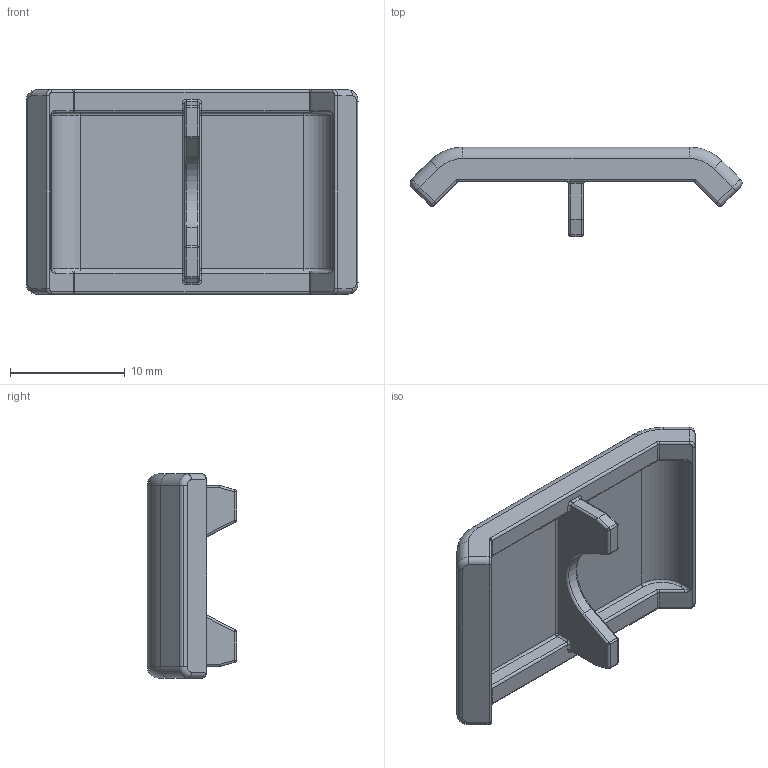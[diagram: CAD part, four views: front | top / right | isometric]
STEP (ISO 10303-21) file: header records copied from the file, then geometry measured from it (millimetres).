
FILE_DESCRIPTION (( 'STEP AP214' ), '1' );
FILE_NAME ('084.206.007.STEP', '2021-02-05T09:08:42', ( '' ), ( '' ), 'SwSTEP 2.0', 'SolidWorks 2018', '' );
FILE_SCHEMA (( 'AUTOMOTIVE_DESIGN' ));
Length unit declared in the file: millimetre
Products named in the file (1): 084.206.007
Bounding box: 28.95 x 7.8 x 17.8 mm (x, y, z)
Volume: 1090.8 mm3; surface area: 1524.4 mm2
Topology: 1 solids, 1 shells, 159 faces, 367 edges, 198 vertices
Faces by surface type: cylinder 80, torus 34, plane 29, sphere 12, bspline 4
Entity records: 4429 total; most frequent: DIRECTION 837, CARTESIAN_POINT 817, ORIENTED_EDGE 710, EDGE_CURVE 355, AXIS2_PLACEMENT_3D 338, VERTEX_POINT 198, CIRCLE 182, VECTOR 161
